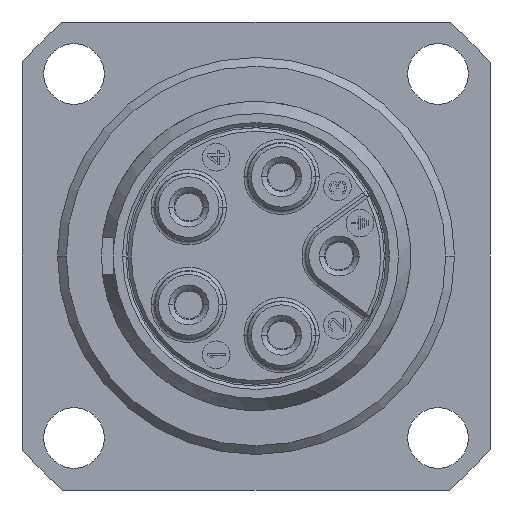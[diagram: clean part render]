
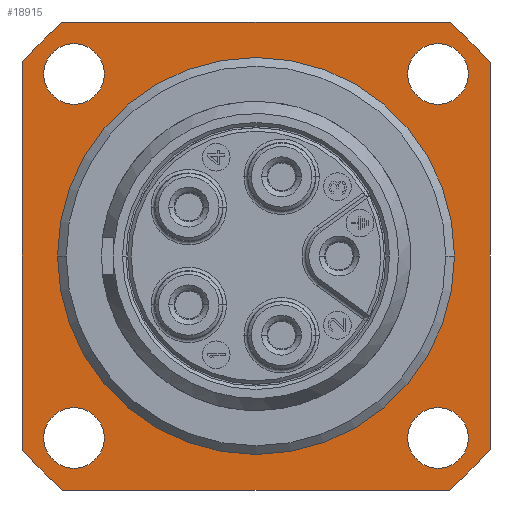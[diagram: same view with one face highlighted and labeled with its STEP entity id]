
A CAD part, left-side view. The second image highlights one B-rep face of the part: STEP entity #18915.
In plain terms, the highlighted planar face has unit normal (-1, 0, 0).
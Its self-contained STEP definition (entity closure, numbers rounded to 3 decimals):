
#302=CARTESIAN_POINT('',(0.7,0.,0.));
#303=DIRECTION('',(1.,0.,0.));
#304=DIRECTION('',(0.,1.,0.));
#305=AXIS2_PLACEMENT_3D('',#302,#303,#304);
#315=CARTESIAN_POINT('',(0.7,0.,0.));
#316=DIRECTION('',(1.,0.,0.));
#317=DIRECTION('',(0.,-1.,0.));
#318=AXIS2_PLACEMENT_3D('',#315,#316,#317);
#320=DIRECTION('',(0.,1.,0.));
#321=VECTOR('',#320,22.271);
#322=CARTESIAN_POINT('',(0.7,-11.136,13.5));
#323=LINE('1606',#322,#321);
#324=CARTESIAN_POINT('',(0.7,0.,0.));
#325=DIRECTION('',(1.,0.,0.));
#326=DIRECTION('',(0.,-0.636,0.771));
#327=AXIS2_PLACEMENT_3D('',#324,#325,#326);
#329=DIRECTION('',(0.,0.,1.));
#330=VECTOR('',#329,22.271);
#331=CARTESIAN_POINT('',(0.7,-13.5,-11.136));
#332=LINE('1607',#331,#330);
#333=CARTESIAN_POINT('',(0.7,0.,0.));
#334=DIRECTION('',(1.,0.,0.));
#335=DIRECTION('',(0.,-0.771,-0.636));
#336=AXIS2_PLACEMENT_3D('',#333,#334,#335);
#338=DIRECTION('',(0.,-1.,0.));
#339=VECTOR('',#338,22.271);
#340=CARTESIAN_POINT('',(0.7,11.136,-13.5));
#341=LINE('1608',#340,#339);
#342=CARTESIAN_POINT('',(0.7,0.,0.));
#343=DIRECTION('',(1.,0.,0.));
#344=DIRECTION('',(0.,0.636,-0.771));
#345=AXIS2_PLACEMENT_3D('',#342,#343,#344);
#347=DIRECTION('',(0.,0.,-1.));
#348=VECTOR('',#347,22.271);
#349=CARTESIAN_POINT('',(0.7,13.5,11.136));
#350=LINE('1609',#349,#348);
#351=CARTESIAN_POINT('',(0.7,0.,0.));
#352=DIRECTION('',(1.,0.,0.));
#353=DIRECTION('',(0.,0.771,0.636));
#354=AXIS2_PLACEMENT_3D('',#351,#352,#353);
#356=CARTESIAN_POINT('',(0.7,10.5,-10.5));
#357=DIRECTION('',(-1.,0.,0.));
#358=DIRECTION('',(0.,0.,-1.));
#359=AXIS2_PLACEMENT_3D('',#356,#357,#358);
#361=CARTESIAN_POINT('',(0.7,10.5,-10.5));
#362=DIRECTION('',(-1.,0.,0.));
#363=DIRECTION('',(0.,0.,1.));
#364=AXIS2_PLACEMENT_3D('',#361,#362,#363);
#366=CARTESIAN_POINT('',(0.7,10.5,10.5));
#367=DIRECTION('',(-1.,0.,0.));
#368=DIRECTION('',(0.,0.,-1.));
#369=AXIS2_PLACEMENT_3D('',#366,#367,#368);
#371=CARTESIAN_POINT('',(0.7,10.5,10.5));
#372=DIRECTION('',(-1.,0.,0.));
#373=DIRECTION('',(0.,0.,1.));
#374=AXIS2_PLACEMENT_3D('',#371,#372,#373);
#376=CARTESIAN_POINT('',(0.7,-10.5,-10.5));
#377=DIRECTION('',(-1.,0.,0.));
#378=DIRECTION('',(0.,0.,-1.));
#379=AXIS2_PLACEMENT_3D('',#376,#377,#378);
#381=CARTESIAN_POINT('',(0.7,-10.5,-10.5));
#382=DIRECTION('',(-1.,0.,0.));
#383=DIRECTION('',(0.,0.,1.));
#384=AXIS2_PLACEMENT_3D('',#381,#382,#383);
#386=CARTESIAN_POINT('',(0.7,-10.5,10.5));
#387=DIRECTION('',(-1.,0.,0.));
#388=DIRECTION('',(0.,0.,-1.));
#389=AXIS2_PLACEMENT_3D('',#386,#387,#388);
#391=CARTESIAN_POINT('',(0.7,-10.5,10.5));
#392=DIRECTION('',(-1.,0.,0.));
#393=DIRECTION('',(0.,0.,1.));
#394=AXIS2_PLACEMENT_3D('',#391,#392,#393);
#14962=CARTESIAN_POINT('',(0.7,11.45,0.));
#14963=VERTEX_POINT('',#14962);
#14964=CARTESIAN_POINT('',(0.7,-11.45,0.));
#14965=VERTEX_POINT('',#14964);
#14982=CARTESIAN_POINT('',(0.7,10.5,-12.25));
#14983=CARTESIAN_POINT('',(0.7,10.5,-8.75));
#14984=VERTEX_POINT('',#14982);
#14985=VERTEX_POINT('',#14983);
#14986=CARTESIAN_POINT('',(0.7,10.5,8.75));
#14987=CARTESIAN_POINT('',(0.7,10.5,12.25));
#14988=VERTEX_POINT('',#14986);
#14989=VERTEX_POINT('',#14987);
#14990=CARTESIAN_POINT('',(0.7,-10.5,-12.25));
#14991=CARTESIAN_POINT('',(0.7,-10.5,-8.75));
#14992=VERTEX_POINT('',#14990);
#14993=VERTEX_POINT('',#14991);
#14994=CARTESIAN_POINT('',(0.7,-10.5,8.75));
#14995=CARTESIAN_POINT('',(0.7,-10.5,12.25));
#14996=VERTEX_POINT('',#14994);
#14997=VERTEX_POINT('',#14995);
#15089=CARTESIAN_POINT('',(0.7,-11.136,13.5));
#15090=CARTESIAN_POINT('',(0.7,11.136,13.5));
#15091=VERTEX_POINT('',#15089);
#15092=VERTEX_POINT('',#15090);
#15093=CARTESIAN_POINT('',(0.7,-13.5,-11.136));
#15094=CARTESIAN_POINT('',(0.7,-13.5,11.136));
#15095=VERTEX_POINT('',#15093);
#15096=VERTEX_POINT('',#15094);
#15097=CARTESIAN_POINT('',(0.7,11.136,-13.5));
#15098=CARTESIAN_POINT('',(0.7,-11.136,-13.5));
#15099=VERTEX_POINT('',#15097);
#15100=VERTEX_POINT('',#15098);
#15101=CARTESIAN_POINT('',(0.7,13.5,11.136));
#15102=CARTESIAN_POINT('',(0.7,13.5,-11.136));
#15103=VERTEX_POINT('',#15101);
#15104=VERTEX_POINT('',#15102);
#18864=CARTESIAN_POINT('',(0.7,0.,0.));
#18865=DIRECTION('',(1.,0.,0.));
#18866=DIRECTION('',(0.,0.,-1.));
#18867=AXIS2_PLACEMENT_3D('',#18864,#18865,#18866);
#18868=PLANE('287',#18867);
#18870=ORIENTED_EDGE('1606',*,*,#18869,.F.);
#18872=ORIENTED_EDGE('1667',*,*,#18871,.T.);
#18874=ORIENTED_EDGE('1607',*,*,#18873,.F.);
#18876=ORIENTED_EDGE('1666',*,*,#18875,.T.);
#18878=ORIENTED_EDGE('1608',*,*,#18877,.F.);
#18880=ORIENTED_EDGE('1665',*,*,#18879,.T.);
#18882=ORIENTED_EDGE('1609',*,*,#18881,.F.);
#18884=ORIENTED_EDGE('1654',*,*,#18883,.T.);
#18885=EDGE_LOOP('287',(#18870,#18872,#18874,#18876,#18878,#18880,#18882,
#18884));
#18886=FACE_OUTER_BOUND('287',#18885,.F.);
#18888=ORIENTED_EDGE('1522',*,*,#18887,.T.);
#18890=ORIENTED_EDGE('1523',*,*,#18889,.T.);
#18891=EDGE_LOOP('287',(#18888,#18890));
#18892=FACE_BOUND('287',#18891,.F.);
#18894=ORIENTED_EDGE('1524',*,*,#18893,.T.);
#18896=ORIENTED_EDGE('1525',*,*,#18895,.T.);
#18897=EDGE_LOOP('287',(#18894,#18896));
#18898=FACE_BOUND('287',#18897,.F.);
#18900=ORIENTED_EDGE('1526',*,*,#18899,.T.);
#18902=ORIENTED_EDGE('1527',*,*,#18901,.T.);
#18903=EDGE_LOOP('287',(#18900,#18902));
#18904=FACE_BOUND('287',#18903,.F.);
#18906=ORIENTED_EDGE('1528',*,*,#18905,.T.);
#18908=ORIENTED_EDGE('1529',*,*,#18907,.T.);
#18909=EDGE_LOOP('287',(#18906,#18908));
#18910=FACE_BOUND('287',#18909,.F.);
#18911=ORIENTED_EDGE('1512',*,*,#18829,.F.);
#18912=ORIENTED_EDGE('1513',*,*,#18852,.F.);
#18913=EDGE_LOOP('287',(#18911,#18912));
#18914=FACE_BOUND('287',#18913,.F.);
#306=CIRCLE('1512',#305,11.45);
#319=CIRCLE('1513',#318,11.45);
#328=CIRCLE('1667',#327,17.5);
#337=CIRCLE('1666',#336,17.5);
#346=CIRCLE('1665',#345,17.5);
#355=CIRCLE('1654',#354,17.5);
#360=CIRCLE('1522',#359,1.75);
#365=CIRCLE('1523',#364,1.75);
#370=CIRCLE('1524',#369,1.75);
#375=CIRCLE('1525',#374,1.75);
#380=CIRCLE('1526',#379,1.75);
#385=CIRCLE('1527',#384,1.75);
#390=CIRCLE('1528',#389,1.75);
#395=CIRCLE('1529',#394,1.75);
#18829=EDGE_CURVE('1512',#14963,#14965,#306,.T.);
#18852=EDGE_CURVE('1513',#14965,#14963,#319,.T.);
#18869=EDGE_CURVE('1606',#15091,#15092,#323,.T.);
#18871=EDGE_CURVE('1667',#15091,#15096,#328,.T.);
#18873=EDGE_CURVE('1607',#15095,#15096,#332,.T.);
#18875=EDGE_CURVE('1666',#15095,#15100,#337,.T.);
#18877=EDGE_CURVE('1608',#15099,#15100,#341,.T.);
#18879=EDGE_CURVE('1665',#15099,#15104,#346,.T.);
#18881=EDGE_CURVE('1609',#15103,#15104,#350,.T.);
#18883=EDGE_CURVE('1654',#15103,#15092,#355,.T.);
#18887=EDGE_CURVE('1522',#14984,#14985,#360,.T.);
#18889=EDGE_CURVE('1523',#14985,#14984,#365,.T.);
#18893=EDGE_CURVE('1524',#14988,#14989,#370,.T.);
#18895=EDGE_CURVE('1525',#14989,#14988,#375,.T.);
#18899=EDGE_CURVE('1526',#14992,#14993,#380,.T.);
#18901=EDGE_CURVE('1527',#14993,#14992,#385,.T.);
#18905=EDGE_CURVE('1528',#14996,#14997,#390,.T.);
#18907=EDGE_CURVE('1529',#14997,#14996,#395,.T.);
#18915=ADVANCED_FACE('287',(#18886,#18892,#18898,#18904,#18910,#18914),#18868,
.F.);
